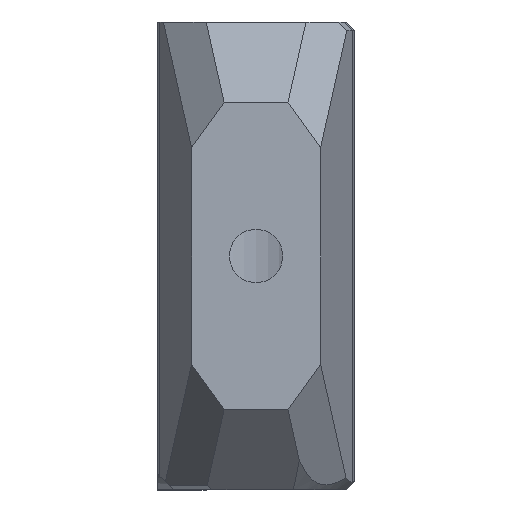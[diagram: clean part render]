
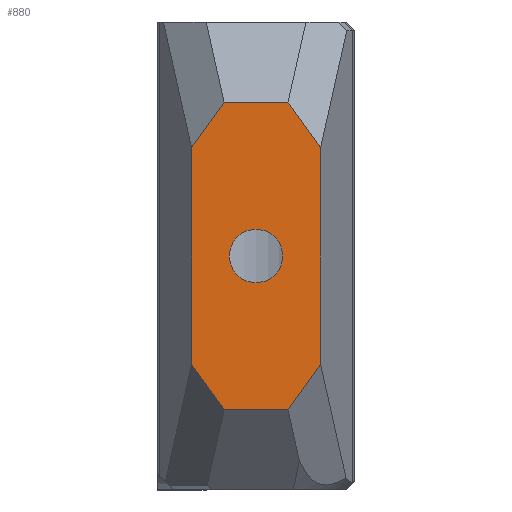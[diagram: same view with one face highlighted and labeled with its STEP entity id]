
A CAD part, left-side view. The second image highlights one B-rep face of the part: STEP entity #880.
In plain terms, the highlighted planar face has unit normal (-1, 0, 0).
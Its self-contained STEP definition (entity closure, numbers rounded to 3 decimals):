
#28=PLANE('',#960);
#65=FACE_BOUND('',#148,.T.);
#92=FACE_OUTER_BOUND('',#147,.T.);
#147=EDGE_LOOP('',(#671,#672,#673,#674,#675,#676,#677,#678));
#148=EDGE_LOOP('',(#679));
#217=LINE('',#1361,#311);
#218=LINE('',#1363,#312);
#219=LINE('',#1365,#313);
#220=LINE('',#1367,#314);
#221=LINE('',#1369,#315);
#222=LINE('',#1371,#316);
#223=LINE('',#1373,#317);
#224=LINE('',#1374,#318);
#311=VECTOR('',#1103,1000.);
#312=VECTOR('',#1104,1000.);
#313=VECTOR('',#1105,1000.);
#314=VECTOR('',#1106,1000.);
#315=VECTOR('',#1107,1000.);
#316=VECTOR('',#1108,1000.);
#317=VECTOR('',#1109,1000.);
#318=VECTOR('',#1110,1000.);
#387=CIRCLE('',#961,1.65);
#432=VERTEX_POINT('',#1359);
#433=VERTEX_POINT('',#1360);
#434=VERTEX_POINT('',#1362);
#435=VERTEX_POINT('',#1364);
#436=VERTEX_POINT('',#1366);
#437=VERTEX_POINT('',#1368);
#438=VERTEX_POINT('',#1370);
#439=VERTEX_POINT('',#1372);
#440=VERTEX_POINT('',#1375);
#526=EDGE_CURVE('',#432,#433,#217,.T.);
#527=EDGE_CURVE('',#433,#434,#218,.T.);
#528=EDGE_CURVE('',#434,#435,#219,.T.);
#529=EDGE_CURVE('',#435,#436,#220,.F.);
#530=EDGE_CURVE('',#436,#437,#221,.T.);
#531=EDGE_CURVE('',#437,#438,#222,.T.);
#532=EDGE_CURVE('',#439,#438,#223,.T.);
#533=EDGE_CURVE('',#439,#432,#224,.F.);
#534=EDGE_CURVE('',#440,#440,#387,.T.);
#671=ORIENTED_EDGE('',*,*,#526,.T.);
#672=ORIENTED_EDGE('',*,*,#527,.T.);
#673=ORIENTED_EDGE('',*,*,#528,.T.);
#674=ORIENTED_EDGE('',*,*,#529,.T.);
#675=ORIENTED_EDGE('',*,*,#530,.T.);
#676=ORIENTED_EDGE('',*,*,#531,.T.);
#677=ORIENTED_EDGE('',*,*,#532,.F.);
#678=ORIENTED_EDGE('',*,*,#533,.T.);
#679=ORIENTED_EDGE('',*,*,#534,.F.);
#880=ADVANCED_FACE('',(#92,#65),#28,.F.);
#960=AXIS2_PLACEMENT_3D('',#1358,#1101,#1102);
#961=AXIS2_PLACEMENT_3D('',#1376,#1111,#1112);
#1101=DIRECTION('center_axis',(1.,0.,0.));
#1102=DIRECTION('ref_axis',(0.,0.,-1.));
#1103=DIRECTION('',(0.,1.,0.));
#1104=DIRECTION('',(0.,0.587,-0.81));
#1105=DIRECTION('',(0.,0.,-1.));
#1106=DIRECTION('',(0.,0.587,0.81));
#1107=DIRECTION('',(0.,-1.,0.));
#1108=DIRECTION('',(0.,-0.587,0.81));
#1109=DIRECTION('',(0.,0.,-1.));
#1110=DIRECTION('',(0.,-0.587,-0.81));
#1111=DIRECTION('center_axis',(-1.,0.,0.));
#1112=DIRECTION('ref_axis',(0.,0.,1.));
#1358=CARTESIAN_POINT('Origin',(-10.1,-2.,29.));
#1359=CARTESIAN_POINT('',(-10.1,-1.975,24.));
#1360=CARTESIAN_POINT('',(-10.1,1.975,24.));
#1361=CARTESIAN_POINT('',(-10.1,-2.,24.));
#1362=CARTESIAN_POINT('',(-10.1,4.,21.205));
#1363=CARTESIAN_POINT('',(-10.1,1.59,24.533));
#1364=CARTESIAN_POINT('',(-10.1,4.,7.795));
#1365=CARTESIAN_POINT('',(-10.1,4.,29.));
#1366=CARTESIAN_POINT('',(-10.1,1.975,5.));
#1367=CARTESIAN_POINT('',(-10.1,7.227,12.25));
#1368=CARTESIAN_POINT('',(-10.1,-1.975,5.));
#1369=CARTESIAN_POINT('',(-10.1,-4.,5.));
#1370=CARTESIAN_POINT('',(-10.1,-4.,7.795));
#1371=CARTESIAN_POINT('',(-10.1,-7.227,12.25));
#1372=CARTESIAN_POINT('',(-10.1,-4.,21.205));
#1373=CARTESIAN_POINT('',(-10.1,-4.,29.));
#1374=CARTESIAN_POINT('',(-10.1,-1.59,24.533));
#1375=CARTESIAN_POINT('',(-10.1,0.,12.85));
#1376=CARTESIAN_POINT('Origin',(-10.1,0.,14.5));
